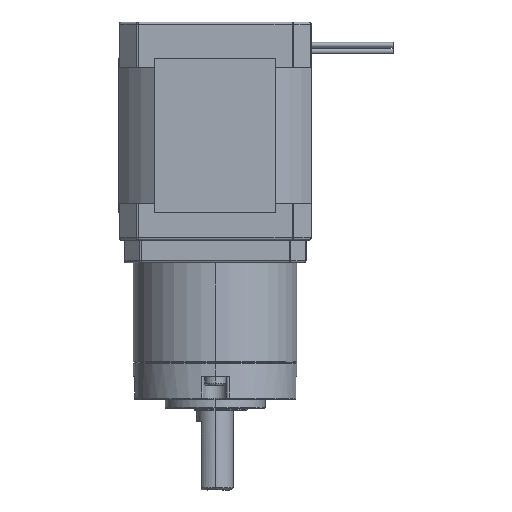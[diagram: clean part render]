
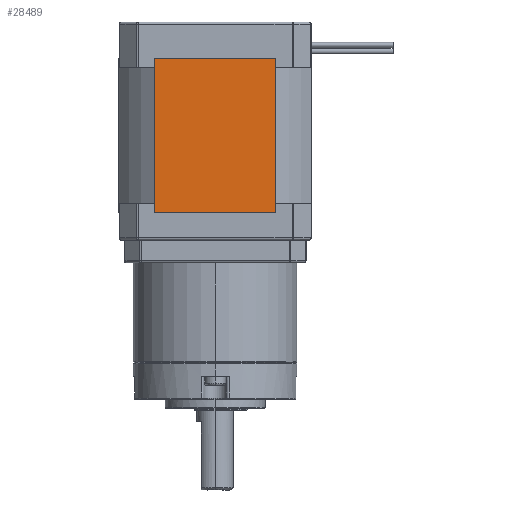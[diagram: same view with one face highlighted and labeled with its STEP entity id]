
A CAD part, left-side view. The second image highlights one B-rep face of the part: STEP entity #28489.
In plain terms, the highlighted planar face has unit normal (-1, 0, 0).
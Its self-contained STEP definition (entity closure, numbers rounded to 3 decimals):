
#660 = VERTEX_POINT ( 'NONE', #11413 ) ;
#1235 = EDGE_CURVE ( 'NONE', #27999, #2571, #3080, .T. ) ;
#1454 = VECTOR ( 'NONE', #8456, 1000. ) ;
#1484 = DIRECTION ( 'NONE',  ( 0., -1., 0. ) ) ;
#1641 = CARTESIAN_POINT ( 'NONE',  ( -21.16, -13.314, -53.85 ) ) ;
#2095 = CARTESIAN_POINT ( 'NONE',  ( -21.16, 0., 6. ) ) ;
#2478 = CARTESIAN_POINT ( 'NONE',  ( -21.16, 0., -53.85 ) ) ;
#2571 = VERTEX_POINT ( 'NONE', #11070 ) ;
#3080 = LINE ( 'NONE', #2095, #9044 ) ;
#3885 = LINE ( 'NONE', #7818, #9845 ) ;
#4701 = DIRECTION ( 'NONE',  ( 0., -1., 0. ) ) ;
#6033 = CARTESIAN_POINT ( 'NONE',  ( -21.16, 13.314, 6. ) ) ;
#7436 = CARTESIAN_POINT ( 'NONE',  ( -21.16, -13.314, 40. ) ) ;
#7511 = ORIENTED_EDGE ( 'NONE', *, *, #10286, .F. ) ;
#7818 = CARTESIAN_POINT ( 'NONE',  ( -21.16, 13.314, -53.85 ) ) ;
#8456 = DIRECTION ( 'NONE',  ( 0., 1., 0. ) ) ;
#9044 = VECTOR ( 'NONE', #1484, 1000. ) ;
#9845 = VECTOR ( 'NONE', #21078, 1000. ) ;
#10036 = AXIS2_PLACEMENT_3D ( 'NONE', #2478, #18042, #4701 ) ;
#10064 = EDGE_CURVE ( 'NONE', #21247, #660, #24961, .T. ) ;
#10103 = FACE_OUTER_BOUND ( 'NONE', #23782, .T. ) ;
#10286 = EDGE_CURVE ( 'NONE', #27999, #660, #3885, .T. ) ;
#10491 = EDGE_CURVE ( 'NONE', #21247, #2571, #24903, .T. ) ;
#10688 = CARTESIAN_POINT ( 'NONE',  ( -21.16, 0., 40. ) ) ;
#11070 = CARTESIAN_POINT ( 'NONE',  ( -21.16, -13.314, 6. ) ) ;
#11413 = CARTESIAN_POINT ( 'NONE',  ( -21.16, 13.314, 40. ) ) ;
#13307 = VECTOR ( 'NONE', #23792, 1000. ) ;
#15837 = PLANE ( 'NONE',  #10036 ) ;
#17709 = ORIENTED_EDGE ( 'NONE', *, *, #10064, .T. ) ;
#18042 = DIRECTION ( 'NONE',  ( -1., 0., 0. ) ) ;
#21078 = DIRECTION ( 'NONE',  ( 0., 0., 1. ) ) ;
#21247 = VERTEX_POINT ( 'NONE', #7436 ) ;
#23231 = ORIENTED_EDGE ( 'NONE', *, *, #10491, .F. ) ;
#23782 = EDGE_LOOP ( 'NONE', ( #17709, #7511, #27284, #23231 ) ) ;
#23792 = DIRECTION ( 'NONE',  ( 0., 0., -1. ) ) ;
#24903 = LINE ( 'NONE', #1641, #13307 ) ;
#24961 = LINE ( 'NONE', #10688, #1454 ) ;
#27284 = ORIENTED_EDGE ( 'NONE', *, *, #1235, .T. ) ;
#27999 = VERTEX_POINT ( 'NONE', #6033 ) ;
#28489 = ADVANCED_FACE ( 'NONE', ( #10103 ), #15837, .T. ) ;
